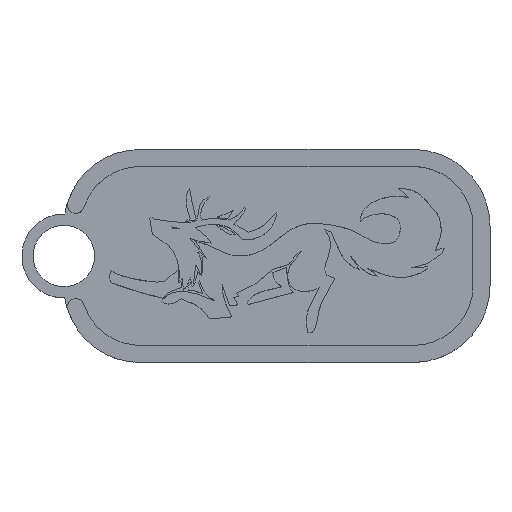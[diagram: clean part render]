
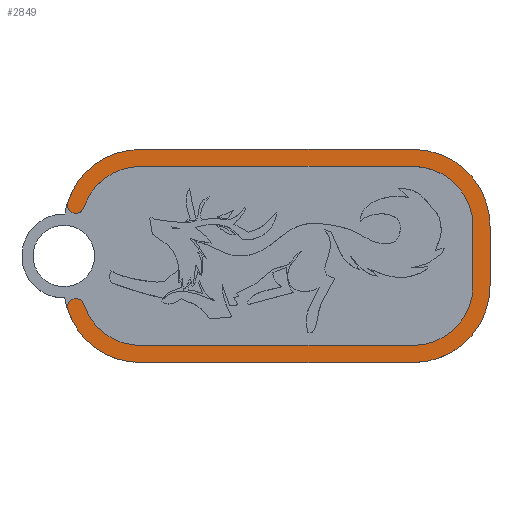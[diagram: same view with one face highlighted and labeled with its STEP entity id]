
A CAD part, top view. The second image highlights one B-rep face of the part: STEP entity #2849.
In plain terms, the highlighted planar face has unit normal (0, 0, 1).
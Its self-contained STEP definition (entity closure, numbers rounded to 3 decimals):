
#35=CIRCLE('',#2968,9.);
#36=CIRCLE('',#2969,9.);
#37=CIRCLE('',#2970,9.);
#38=CIRCLE('',#2971,9.);
#39=CIRCLE('',#2972,7.);
#40=CIRCLE('',#2973,7.);
#41=CIRCLE('',#2974,7.);
#42=CIRCLE('',#2975,7.);
#344=FACE_OUTER_BOUND('',#502,.T.);
#502=EDGE_LOOP('',(#2531,#2532,#2533,#2534,#2535,#2536,#2537,#2538,#2539,
#2540,#2541,#2542,#2543,#2544,#2545,#2546,#2547,#2548));
#539=B_SPLINE_CURVE_WITH_KNOTS('',3,(#5029,#5030,#5031,#5032,#5033,#5034),
 .UNSPECIFIED.,.F.,.F.,(4,1,1,4),(-1.,-0.714,-0.571,
-0.399),.UNSPECIFIED.);
#540=B_SPLINE_CURVE_WITH_KNOTS('',3,(#5036,#5037,#5038,#5039,#5040),
 .UNSPECIFIED.,.F.,.F.,(4,1,4),(-0.399,-0.286,0.),
 .UNSPECIFIED.);
#542=B_SPLINE_CURVE_WITH_KNOTS('',3,(#5061,#5062,#5063,#5064,#5065,#5066),
 .UNSPECIFIED.,.F.,.F.,(4,1,1,4),(0.399,0.571,0.714,
1.),.UNSPECIFIED.);
#543=B_SPLINE_CURVE_WITH_KNOTS('',3,(#5068,#5069,#5070,#5071,#5072),
 .UNSPECIFIED.,.F.,.F.,(4,1,4),(0.,0.286,0.399),
 .UNSPECIFIED.);
#794=LINE('',#5049,#1066);
#795=LINE('',#5053,#1067);
#796=LINE('',#5057,#1068);
#797=LINE('',#5076,#1069);
#798=LINE('',#5080,#1070);
#799=LINE('',#5084,#1071);
#1066=VECTOR('',#3422,10.);
#1067=VECTOR('',#3425,10.);
#1068=VECTOR('',#3428,10.);
#1069=VECTOR('',#3433,10.);
#1070=VECTOR('',#3436,10.);
#1071=VECTOR('',#3439,10.);
#1345=VERTEX_POINT('',#5023);
#1346=VERTEX_POINT('',#5028);
#1347=VERTEX_POINT('',#5035);
#1348=VERTEX_POINT('',#5046);
#1349=VERTEX_POINT('',#5048);
#1350=VERTEX_POINT('',#5050);
#1351=VERTEX_POINT('',#5052);
#1352=VERTEX_POINT('',#5054);
#1353=VERTEX_POINT('',#5056);
#1354=VERTEX_POINT('',#5058);
#1355=VERTEX_POINT('',#5060);
#1356=VERTEX_POINT('',#5067);
#1357=VERTEX_POINT('',#5073);
#1358=VERTEX_POINT('',#5075);
#1359=VERTEX_POINT('',#5077);
#1360=VERTEX_POINT('',#5079);
#1361=VERTEX_POINT('',#5081);
#1362=VERTEX_POINT('',#5083);
#1748=EDGE_CURVE('',#1345,#1346,#539,.T.);
#1749=EDGE_CURVE('',#1346,#1347,#540,.T.);
#1751=EDGE_CURVE('',#1348,#1345,#35,.T.);
#1752=EDGE_CURVE('',#1348,#1349,#794,.T.);
#1753=EDGE_CURVE('',#1350,#1349,#36,.T.);
#1754=EDGE_CURVE('',#1350,#1351,#795,.T.);
#1755=EDGE_CURVE('',#1352,#1351,#37,.T.);
#1756=EDGE_CURVE('',#1352,#1353,#796,.T.);
#1757=EDGE_CURVE('',#1354,#1353,#38,.T.);
#1758=EDGE_CURVE('',#1355,#1354,#542,.T.);
#1759=EDGE_CURVE('',#1356,#1355,#543,.T.);
#1760=EDGE_CURVE('',#1356,#1357,#39,.T.);
#1761=EDGE_CURVE('',#1357,#1358,#797,.T.);
#1762=EDGE_CURVE('',#1358,#1359,#40,.T.);
#1763=EDGE_CURVE('',#1359,#1360,#798,.T.);
#1764=EDGE_CURVE('',#1360,#1361,#41,.T.);
#1765=EDGE_CURVE('',#1361,#1362,#799,.T.);
#1766=EDGE_CURVE('',#1362,#1347,#42,.T.);
#2531=ORIENTED_EDGE('',*,*,#1749,.F.);
#2532=ORIENTED_EDGE('',*,*,#1748,.F.);
#2533=ORIENTED_EDGE('',*,*,#1751,.F.);
#2534=ORIENTED_EDGE('',*,*,#1752,.T.);
#2535=ORIENTED_EDGE('',*,*,#1753,.F.);
#2536=ORIENTED_EDGE('',*,*,#1754,.T.);
#2537=ORIENTED_EDGE('',*,*,#1755,.F.);
#2538=ORIENTED_EDGE('',*,*,#1756,.T.);
#2539=ORIENTED_EDGE('',*,*,#1757,.F.);
#2540=ORIENTED_EDGE('',*,*,#1758,.F.);
#2541=ORIENTED_EDGE('',*,*,#1759,.F.);
#2542=ORIENTED_EDGE('',*,*,#1760,.T.);
#2543=ORIENTED_EDGE('',*,*,#1761,.T.);
#2544=ORIENTED_EDGE('',*,*,#1762,.T.);
#2545=ORIENTED_EDGE('',*,*,#1763,.T.);
#2546=ORIENTED_EDGE('',*,*,#1764,.T.);
#2547=ORIENTED_EDGE('',*,*,#1765,.T.);
#2548=ORIENTED_EDGE('',*,*,#1766,.T.);
#2711=PLANE('',#2967);
#2849=ADVANCED_FACE('',(#344),#2711,.T.);
#2967=AXIS2_PLACEMENT_3D('',#5045,#3418,#3419);
#2968=AXIS2_PLACEMENT_3D('',#5047,#3420,#3421);
#2969=AXIS2_PLACEMENT_3D('',#5051,#3423,#3424);
#2970=AXIS2_PLACEMENT_3D('',#5055,#3426,#3427);
#2971=AXIS2_PLACEMENT_3D('',#5059,#3429,#3430);
#2972=AXIS2_PLACEMENT_3D('',#5074,#3431,#3432);
#2973=AXIS2_PLACEMENT_3D('',#5078,#3434,#3435);
#2974=AXIS2_PLACEMENT_3D('',#5082,#3437,#3438);
#2975=AXIS2_PLACEMENT_3D('',#5085,#3440,#3441);
#3418=DIRECTION('center_axis',(0.,0.,1.));
#3419=DIRECTION('ref_axis',(1.,0.,0.));
#3420=DIRECTION('center_axis',(0.,0.,-1.));
#3421=DIRECTION('ref_axis',(-0.707,-0.707,0.));
#3422=DIRECTION('',(1.,0.,0.));
#3423=DIRECTION('center_axis',(0.,0.,-1.));
#3424=DIRECTION('ref_axis',(0.707,-0.707,0.));
#3425=DIRECTION('',(0.,1.,0.));
#3426=DIRECTION('center_axis',(0.,0.,-1.));
#3427=DIRECTION('ref_axis',(0.707,0.707,0.));
#3428=DIRECTION('',(-1.,0.,0.));
#3429=DIRECTION('center_axis',(0.,0.,-1.));
#3430=DIRECTION('ref_axis',(-0.707,0.707,0.));
#3431=DIRECTION('center_axis',(0.,0.,-1.));
#3432=DIRECTION('ref_axis',(-0.707,0.707,0.));
#3433=DIRECTION('',(1.,0.,0.));
#3434=DIRECTION('center_axis',(0.,0.,-1.));
#3435=DIRECTION('ref_axis',(0.707,0.707,0.));
#3436=DIRECTION('',(0.,-1.,0.));
#3437=DIRECTION('center_axis',(0.,0.,-1.));
#3438=DIRECTION('ref_axis',(0.707,-0.707,0.));
#3439=DIRECTION('',(-1.,0.,0.));
#3440=DIRECTION('center_axis',(0.,0.,-1.));
#3441=DIRECTION('ref_axis',(-0.707,-0.707,0.));
#5023=CARTESIAN_POINT('',(-24.549,-6.313,6.5));
#5028=CARTESIAN_POINT('',(-23.599,-5.,6.5));
#5029=CARTESIAN_POINT('Ctrl Pts',(-24.549,-6.313,6.5));
#5030=CARTESIAN_POINT('Ctrl Pts',(-24.643,-6.028,6.5));
#5031=CARTESIAN_POINT('Ctrl Pts',(-24.575,-5.541,6.5));
#5032=CARTESIAN_POINT('Ctrl Pts',(-24.11,-5.091,6.5));
#5033=CARTESIAN_POINT('Ctrl Pts',(-23.78,-5.003,6.5));
#5034=CARTESIAN_POINT('Ctrl Pts',(-23.599,-5.002,6.5));
#5035=CARTESIAN_POINT('',(-22.649,-5.688,6.5));
#5036=CARTESIAN_POINT('Ctrl Pts',(-23.599,-5.002,6.5));
#5037=CARTESIAN_POINT('Ctrl Pts',(-23.481,-5.001,6.5));
#5038=CARTESIAN_POINT('Ctrl Pts',(-23.065,-5.071,6.5));
#5039=CARTESIAN_POINT('Ctrl Pts',(-22.743,-5.403,6.5));
#5040=CARTESIAN_POINT('Ctrl Pts',(-22.649,-5.688,6.5));
#5045=CARTESIAN_POINT('Origin',(0.,0.,6.5));
#5046=CARTESIAN_POINT('',(-16.,-12.5,6.5));
#5047=CARTESIAN_POINT('Origin',(-16.,-3.5,6.5));
#5048=CARTESIAN_POINT('',(16.,-12.5,6.5));
#5049=CARTESIAN_POINT('',(25.,-12.5,6.5));
#5050=CARTESIAN_POINT('',(25.,-3.5,6.5));
#5051=CARTESIAN_POINT('Origin',(16.,-3.5,6.5));
#5052=CARTESIAN_POINT('',(25.,3.5,6.5));
#5053=CARTESIAN_POINT('',(25.,12.5,6.5));
#5054=CARTESIAN_POINT('',(16.,12.5,6.5));
#5055=CARTESIAN_POINT('Origin',(16.,3.5,6.5));
#5056=CARTESIAN_POINT('',(-16.,12.5,6.5));
#5057=CARTESIAN_POINT('',(-25.,12.5,6.5));
#5058=CARTESIAN_POINT('',(-24.549,6.313,6.5));
#5059=CARTESIAN_POINT('Origin',(-16.,3.5,6.5));
#5060=CARTESIAN_POINT('',(-23.599,5.,6.5));
#5061=CARTESIAN_POINT('Ctrl Pts',(-23.599,5.002,6.5));
#5062=CARTESIAN_POINT('Ctrl Pts',(-23.78,5.003,6.5));
#5063=CARTESIAN_POINT('Ctrl Pts',(-24.11,5.091,6.5));
#5064=CARTESIAN_POINT('Ctrl Pts',(-24.575,5.541,6.5));
#5065=CARTESIAN_POINT('Ctrl Pts',(-24.643,6.028,6.5));
#5066=CARTESIAN_POINT('Ctrl Pts',(-24.549,6.313,6.5));
#5067=CARTESIAN_POINT('',(-22.649,5.688,6.5));
#5068=CARTESIAN_POINT('Ctrl Pts',(-22.649,5.688,6.5));
#5069=CARTESIAN_POINT('Ctrl Pts',(-22.743,5.403,6.5));
#5070=CARTESIAN_POINT('Ctrl Pts',(-23.065,5.071,6.5));
#5071=CARTESIAN_POINT('Ctrl Pts',(-23.481,5.001,6.5));
#5072=CARTESIAN_POINT('Ctrl Pts',(-23.599,5.002,6.5));
#5073=CARTESIAN_POINT('',(-16.,10.5,6.5));
#5074=CARTESIAN_POINT('Origin',(-16.,3.5,6.5));
#5075=CARTESIAN_POINT('',(16.,10.5,6.5));
#5076=CARTESIAN_POINT('',(12.5,10.5,6.5));
#5077=CARTESIAN_POINT('',(23.,3.5,6.5));
#5078=CARTESIAN_POINT('Origin',(16.,3.5,6.5));
#5079=CARTESIAN_POINT('',(23.,-3.5,6.5));
#5080=CARTESIAN_POINT('',(23.,-6.25,6.5));
#5081=CARTESIAN_POINT('',(16.,-10.5,6.5));
#5082=CARTESIAN_POINT('Origin',(16.,-3.5,6.5));
#5083=CARTESIAN_POINT('',(-16.,-10.5,6.5));
#5084=CARTESIAN_POINT('',(-12.5,-10.5,6.5));
#5085=CARTESIAN_POINT('Origin',(-16.,-3.5,6.5));
